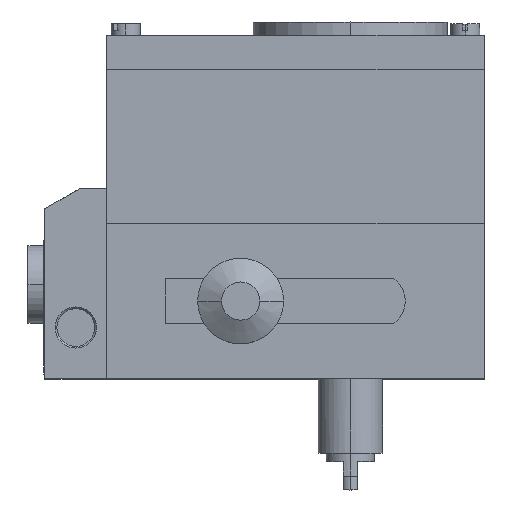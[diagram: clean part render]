
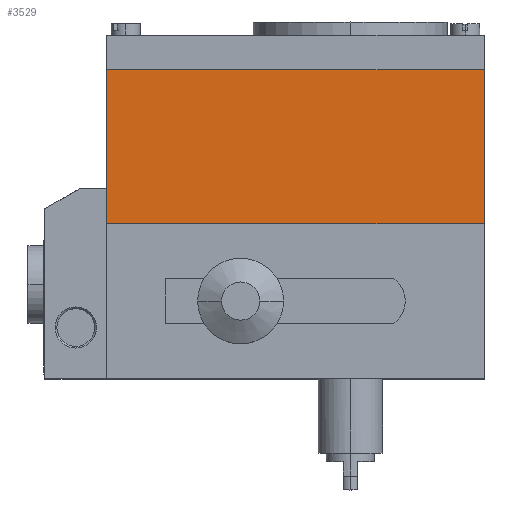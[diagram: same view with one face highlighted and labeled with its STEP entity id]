
A CAD part, top view. The second image highlights one B-rep face of the part: STEP entity #3529.
In plain terms, the highlighted planar face has unit normal (0, 0, 1).
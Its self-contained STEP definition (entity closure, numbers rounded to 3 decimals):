
#538 = DIRECTION ( 'NONE',  ( 1., 0., 0. ) ) ;
#644 = FACE_OUTER_BOUND ( 'NONE', #5409, .T. ) ;
#730 = AXIS2_PLACEMENT_3D ( 'NONE', #4029, #6989, #1047 ) ;
#1047 = DIRECTION ( 'NONE',  ( -1., 0., 0. ) ) ;
#1106 = ORIENTED_EDGE ( 'NONE', *, *, #10579, .T. ) ;
#1127 = VECTOR ( 'NONE', #7584, 1000. ) ;
#1712 = CARTESIAN_POINT ( 'NONE',  ( 39., 45., 45. ) ) ;
#2538 = ORIENTED_EDGE ( 'NONE', *, *, #11526, .T. ) ;
#2870 = CARTESIAN_POINT ( 'NONE',  ( -71., 45., 45. ) ) ;
#2871 = VERTEX_POINT ( 'NONE', #9096 ) ;
#3503 = VERTEX_POINT ( 'NONE', #8864 ) ;
#3529 = ADVANCED_FACE ( 'NONE', ( #644 ), #5978, .F. ) ;
#3607 = DIRECTION ( 'NONE',  ( 0., 1., 0. ) ) ;
#3639 = VERTEX_POINT ( 'NONE', #6163 ) ;
#4029 = CARTESIAN_POINT ( 'NONE',  ( 39., -148.661, 45. ) ) ;
#4393 = VECTOR ( 'NONE', #538, 1000. ) ;
#4606 = CARTESIAN_POINT ( 'NONE',  ( -71., -148.661, 45. ) ) ;
#4712 = LINE ( 'NONE', #5588, #11859 ) ;
#5409 = EDGE_LOOP ( 'NONE', ( #11248, #12080, #2538, #1106 ) ) ;
#5588 = CARTESIAN_POINT ( 'NONE',  ( 39., -148.661, 45. ) ) ;
#5978 = PLANE ( 'NONE',  #730 ) ;
#6163 = CARTESIAN_POINT ( 'NONE',  ( -71., 0., 45. ) ) ;
#6415 = LINE ( 'NONE', #1712, #1127 ) ;
#6989 = DIRECTION ( 'NONE',  ( 0., 0., -1. ) ) ;
#7002 = LINE ( 'NONE', #7483, #4393 ) ;
#7483 = CARTESIAN_POINT ( 'NONE',  ( 39., 0., 45. ) ) ;
#7584 = DIRECTION ( 'NONE',  ( -1., 0., 0. ) ) ;
#8512 = VERTEX_POINT ( 'NONE', #2870 ) ;
#8654 = VECTOR ( 'NONE', #3607, 1000. ) ;
#8864 = CARTESIAN_POINT ( 'NONE',  ( 39., 0., 45. ) ) ;
#9096 = CARTESIAN_POINT ( 'NONE',  ( 39., 45., 45. ) ) ;
#10579 = EDGE_CURVE ( 'NONE', #2871, #8512, #6415, .T. ) ;
#11152 = EDGE_CURVE ( 'NONE', #3639, #8512, #11258, .T. ) ;
#11248 = ORIENTED_EDGE ( 'NONE', *, *, #11152, .F. ) ;
#11258 = LINE ( 'NONE', #4606, #8654 ) ;
#11449 = DIRECTION ( 'NONE',  ( 0., 1., 0. ) ) ;
#11489 = EDGE_CURVE ( 'NONE', #3639, #3503, #7002, .T. ) ;
#11526 = EDGE_CURVE ( 'NONE', #3503, #2871, #4712, .T. ) ;
#11859 = VECTOR ( 'NONE', #11449, 1000. ) ;
#12080 = ORIENTED_EDGE ( 'NONE', *, *, #11489, .T. ) ;
